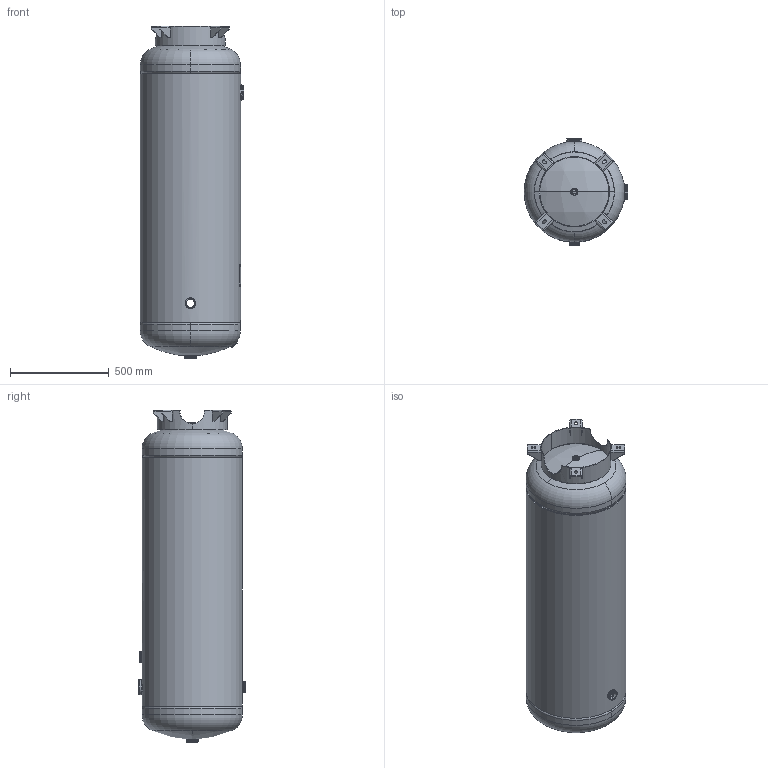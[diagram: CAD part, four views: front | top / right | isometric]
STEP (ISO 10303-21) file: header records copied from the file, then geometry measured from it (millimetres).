
FILE_DESCRIPTION (( 'STEP AP214' ), '1' );
FILE_NAME ('302415.STEP', '2024-04-30T21:05:45', ( '' ), ( '' ), 'SwSTEP 2.0', 'SolidWorks 2022', '' );
FILE_SCHEMA (( 'AUTOMOTIVE_DESIGN' ));
Length unit declared in the file: inch
Products named in the file (1): 302415
Bounding box: 524.66 x 538.96 x 1680.47 mm (x, y, z)
Volume: 16182235.3 mm3; surface area: 5804829.9 mm2
Topology: 16 solids, 16 shells, 360 faces, 780 edges, 464 vertices
Faces by surface type: plane 128, cylinder 102, torus 100, bspline 22, sphere 8
Full cylindrical faces by diameter (mm): 496.468 x1, 508 x1
Entity records: 21496 total; most frequent: CARTESIAN_POINT 8642, DIRECTION 1754, ORIENTED_EDGE 1560, EDGE_CURVE 780, AXIS2_PLACEMENT_3D 727, VERTEX_POINT 464, EDGE_LOOP 410, CIRCLE 388
